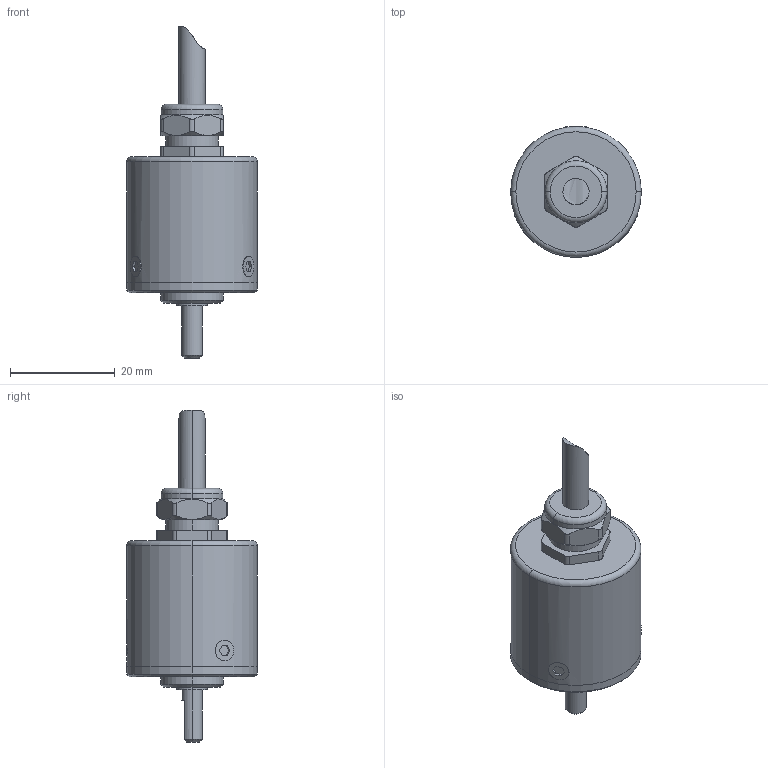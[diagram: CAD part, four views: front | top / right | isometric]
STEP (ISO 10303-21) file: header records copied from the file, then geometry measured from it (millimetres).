
FILE_DESCRIPTION (( 'STEP AP214' ), '1' );
FILE_NAME ('25_晤鎢ん.STEP', '2021-09-04T09:06:21', ( '' ), ( '' ), 'SwSTEP 2.0', 'SolidWorks 2014', '' );
FILE_SCHEMA (( 'AUTOMOTIVE_DESIGN' ));
Length unit declared in the file: millimetre
Products named in the file (1): 25_晤鎢ん
Bounding box: 25 x 25 x 63.5 mm (x, y, z)
Volume: 14374.6 mm3; surface area: 3943.8 mm2
Topology: 1 solids, 1 shells, 105 faces, 244 edges, 152 vertices
Faces by surface type: plane 47, cylinder 38, cone 15, torus 4, bspline 1
Entity records: 3405 total; most frequent: CARTESIAN_POINT 969, DIRECTION 485, ORIENTED_EDGE 480, EDGE_CURVE 240, AXIS2_PLACEMENT_3D 178, VERTEX_POINT 152, LINE 129, VECTOR 129
